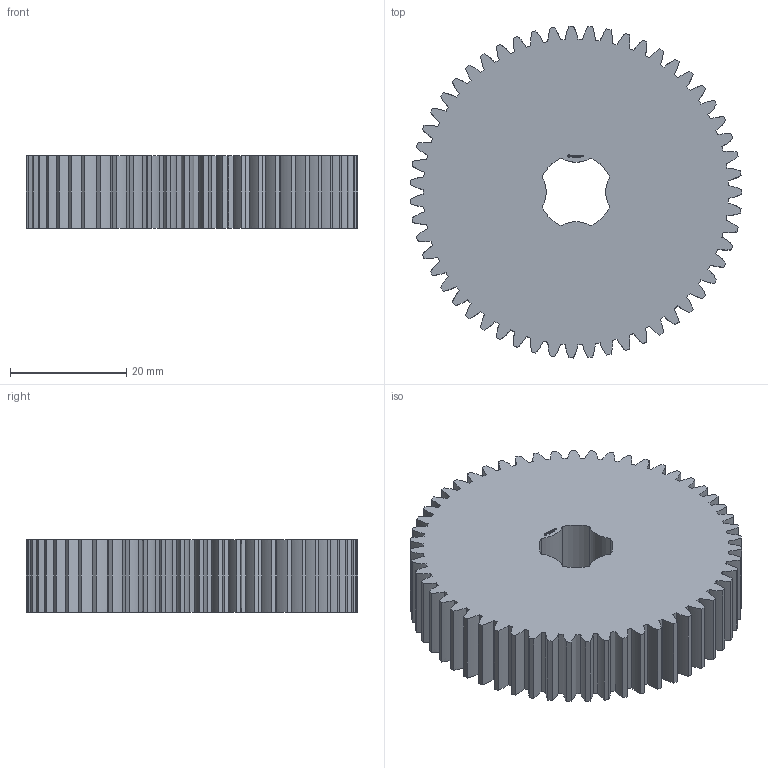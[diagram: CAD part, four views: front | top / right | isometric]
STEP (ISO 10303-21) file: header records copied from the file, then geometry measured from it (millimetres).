
FILE_DESCRIPTION(('FreeCAD Model'),'2;1');
FILE_NAME('Open CASCADE Shape Model','2024-03-10T19:40:44',(''),(''), 'Open CASCADE STEP processor 7.6','FreeCAD','Unknown');
FILE_SCHEMA(('AUTOMOTIVE_DESIGN { 1 0 10303 214 1 1 1 1 }'));
Products named in the file (1): Gear Wheel PLN TTH55 BU01.00 SFT-SHD - SPN-GWH-0200 (stemfie.org)
Bounding box: 56.97 x 56.99 x 12.5 mm (x, y, z)
Volume: 28158.9 mm3; surface area: 9385.2 mm2
Topology: 1 solids, 1 shells, 691 faces, 1974 edges, 1316 vertices
Faces by surface type: extrusion 374, plane 309, cylinder 8
Entity records: 63250 total; most frequent: CARTESIAN_POINT 21580, DIRECTION 5452, VECTOR 4768, LINE 4394, ORIENTED_EDGE 3948, PCURVE 3948, DEFINITIONAL_REPRESENTATION 3948, EDGE_CURVE 1974
